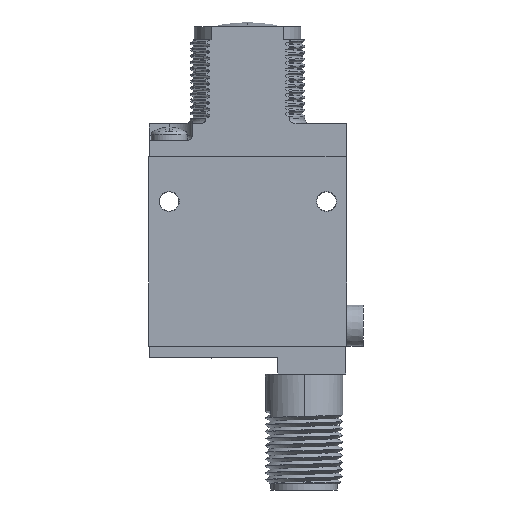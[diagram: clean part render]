
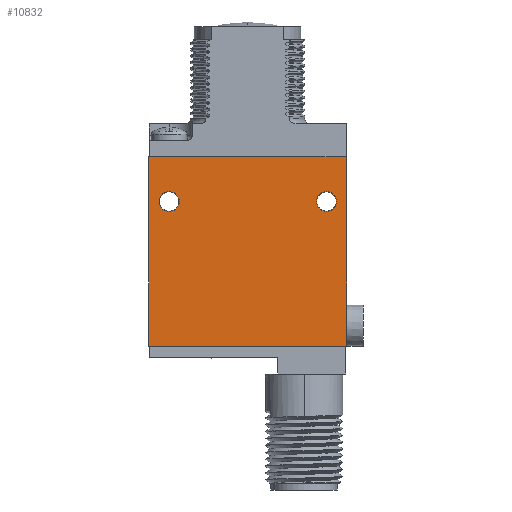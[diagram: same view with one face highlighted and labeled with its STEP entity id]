
A CAD part, left-side view. The second image highlights one B-rep face of the part: STEP entity #10832.
In plain terms, the highlighted planar face has unit normal (-1, 0, 0).
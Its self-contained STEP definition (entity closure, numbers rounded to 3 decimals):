
#1=DIRECTION('',(0.,-1.,0.));
#2=VECTOR('',#1,0.127);
#3=CARTESIAN_POINT('',(-6.02,0.127,0.));
#4=LINE('',#3,#2);
#5=DIRECTION('',(0.,0.,-1.));
#6=VECTOR('',#5,29.464);
#7=CARTESIAN_POINT('',(-6.02,0.,0.));
#8=LINE('',#7,#6);
#9=DIRECTION('',(0.,1.,0.));
#10=VECTOR('',#9,30.785);
#11=CARTESIAN_POINT('',(-6.02,0.,-29.464));
#12=LINE('',#11,#10);
#13=DIRECTION('',(0.,0.,1.));
#14=VECTOR('',#13,29.464);
#15=CARTESIAN_POINT('',(-6.02,30.785,-29.464));
#16=LINE('',#15,#14);
#17=DIRECTION('',(0.,-1.,0.));
#18=VECTOR('',#17,0.076);
#19=CARTESIAN_POINT('',(-6.02,30.785,0.));
#20=LINE('',#19,#18);
#21=DIRECTION('',(0.,1.,0.));
#22=VECTOR('',#21,30.582);
#23=CARTESIAN_POINT('',(-6.02,0.127,0.));
#24=LINE('',#23,#22);
#25=CARTESIAN_POINT('',(-6.02,27.61,-6.985));
#26=DIRECTION('',(1.,0.,0.));
#27=DIRECTION('',(0.,0.,-1.));
#28=AXIS2_PLACEMENT_3D('',#25,#26,#27);
#30=CARTESIAN_POINT('',(-6.02,27.61,-6.985));
#31=DIRECTION('',(1.,0.,0.));
#32=DIRECTION('',(0.,0.,1.));
#33=AXIS2_PLACEMENT_3D('',#30,#31,#32);
#35=CARTESIAN_POINT('',(-6.02,3.175,-6.985));
#36=DIRECTION('',(1.,0.,0.));
#37=DIRECTION('',(0.,0.,-1.));
#38=AXIS2_PLACEMENT_3D('',#35,#36,#37);
#40=CARTESIAN_POINT('',(-6.02,3.175,-6.985));
#41=DIRECTION('',(1.,0.,0.));
#42=DIRECTION('',(0.,0.,1.));
#43=AXIS2_PLACEMENT_3D('',#40,#41,#42);
#9932=CARTESIAN_POINT('',(-6.02,0.,0.));
#9933=CARTESIAN_POINT('',(-6.02,0.,-29.464));
#9934=VERTEX_POINT('',#9932);
#9935=VERTEX_POINT('',#9933);
#9936=CARTESIAN_POINT('',(-6.02,30.785,-29.464));
#9937=VERTEX_POINT('',#9936);
#9938=CARTESIAN_POINT('',(-6.02,30.785,0.));
#9939=VERTEX_POINT('',#9938);
#9948=CARTESIAN_POINT('',(-6.02,27.61,-8.535));
#9949=CARTESIAN_POINT('',(-6.02,27.61,-5.435));
#9950=VERTEX_POINT('',#9948);
#9951=VERTEX_POINT('',#9949);
#9952=CARTESIAN_POINT('',(-6.02,3.175,-8.535));
#9953=CARTESIAN_POINT('',(-6.02,3.175,-5.435));
#9954=VERTEX_POINT('',#9952);
#9955=VERTEX_POINT('',#9953);
#10409=CARTESIAN_POINT('',(-6.02,0.127,0.));
#10410=CARTESIAN_POINT('',(-6.02,30.709,0.));
#10411=VERTEX_POINT('',#10409);
#10412=VERTEX_POINT('',#10410);
#10801=CARTESIAN_POINT('',(-6.02,0.,0.));
#10802=DIRECTION('',(1.,0.,0.));
#10803=DIRECTION('',(0.,0.,-1.));
#10804=AXIS2_PLACEMENT_3D('',#10801,#10802,#10803);
#10805=PLANE('',#10804);
#10807=ORIENTED_EDGE('',*,*,#10806,.T.);
#10809=ORIENTED_EDGE('',*,*,#10808,.T.);
#10811=ORIENTED_EDGE('',*,*,#10810,.T.);
#10813=ORIENTED_EDGE('',*,*,#10812,.T.);
#10815=ORIENTED_EDGE('',*,*,#10814,.T.);
#10817=ORIENTED_EDGE('',*,*,#10816,.F.);
#10818=EDGE_LOOP('',(#10807,#10809,#10811,#10813,#10815,#10817));
#10819=FACE_OUTER_BOUND('',#10818,.F.);
#10821=ORIENTED_EDGE('',*,*,#10820,.F.);
#10823=ORIENTED_EDGE('',*,*,#10822,.F.);
#10824=EDGE_LOOP('',(#10821,#10823));
#10825=FACE_BOUND('',#10824,.F.);
#10827=ORIENTED_EDGE('',*,*,#10826,.F.);
#10829=ORIENTED_EDGE('',*,*,#10828,.F.);
#10830=EDGE_LOOP('',(#10827,#10829));
#10831=FACE_BOUND('',#10830,.F.);
#10832=ADVANCED_FACE('',(#10819,#10825,#10831),#10805,.F.);
#29=CIRCLE('',#28,1.55);
#34=CIRCLE('',#33,1.55);
#39=CIRCLE('',#38,1.55);
#44=CIRCLE('',#43,1.55);
#10806=EDGE_CURVE('',#10411,#9934,#4,.T.);
#10808=EDGE_CURVE('',#9934,#9935,#8,.T.);
#10810=EDGE_CURVE('',#9935,#9937,#12,.T.);
#10812=EDGE_CURVE('',#9937,#9939,#16,.T.);
#10814=EDGE_CURVE('',#9939,#10412,#20,.T.);
#10816=EDGE_CURVE('',#10411,#10412,#24,.T.);
#10820=EDGE_CURVE('',#9950,#9951,#29,.T.);
#10822=EDGE_CURVE('',#9951,#9950,#34,.T.);
#10826=EDGE_CURVE('',#9954,#9955,#39,.T.);
#10828=EDGE_CURVE('',#9955,#9954,#44,.T.);
